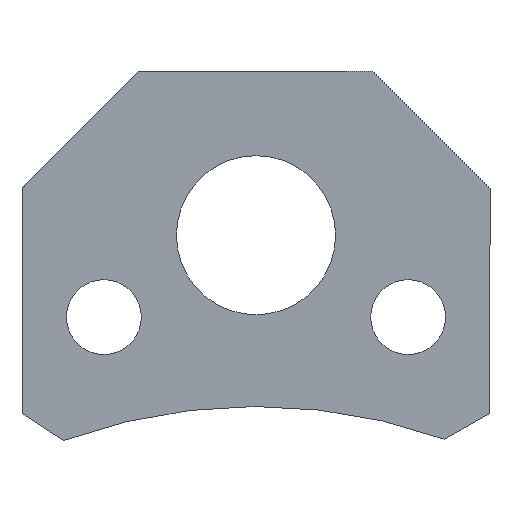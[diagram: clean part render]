
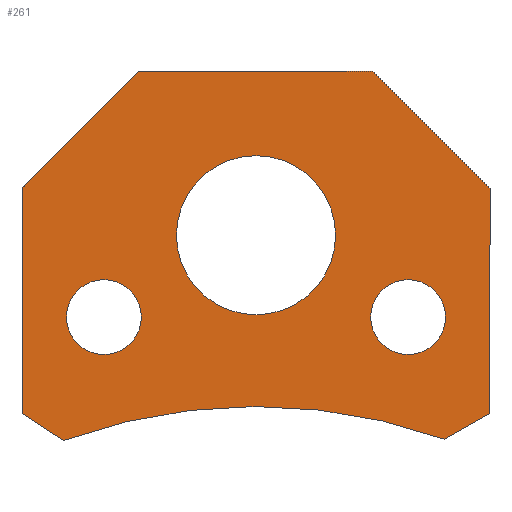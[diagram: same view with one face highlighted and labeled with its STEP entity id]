
A CAD part, front view. The second image highlights one B-rep face of the part: STEP entity #261.
In plain terms, the highlighted planar face has unit normal (0, -1, 0).
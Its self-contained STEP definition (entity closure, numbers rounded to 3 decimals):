
#4 = EDGE_CURVE ( 'NONE', #117, #315, #442, .T. ) ;
#9 = VECTOR ( 'NONE', #461, 1000. ) ;
#10 = FACE_BOUND ( 'NONE', #471, .T. ) ;
#12 = CARTESIAN_POINT ( 'NONE',  ( 0., 0., 0. ) ) ;
#13 = EDGE_LOOP ( 'NONE', ( #139, #669 ) ) ;
#18 = DIRECTION ( 'NONE',  ( 0., 0., 1. ) ) ;
#21 = CARTESIAN_POINT ( 'NONE',  ( -10., 0., 33.321 ) ) ;
#33 = CARTESIAN_POINT ( 'NONE',  ( 0., 0., 31.321 ) ) ;
#36 = EDGE_CURVE ( 'NONE', #129, #89, #309, .T. ) ;
#41 = CARTESIAN_POINT ( 'NONE',  ( 5., 0., 38.321 ) ) ;
#42 = DIRECTION ( 'NONE',  ( 0., 1., 0. ) ) ;
#47 = DIRECTION ( 'NONE',  ( 0., 1., 0. ) ) ;
#56 = CARTESIAN_POINT ( 'NONE',  ( 5., 0., 38.321 ) ) ;
#57 = EDGE_CURVE ( 'NONE', #416, #304, #142, .T. ) ;
#61 = EDGE_LOOP ( 'NONE', ( #458, #494, #553, #618, #235, #69, #491, #232 ) ) ;
#64 = CARTESIAN_POINT ( 'NONE',  ( -5., 0., 38.321 ) ) ;
#66 = EDGE_CURVE ( 'NONE', #89, #574, #609, .T. ) ;
#67 = FACE_BOUND ( 'NONE', #392, .T. ) ;
#69 = ORIENTED_EDGE ( 'NONE', *, *, #4, .F. ) ;
#76 = DIRECTION ( 'NONE',  ( 0.707, 0., 0.707 ) ) ;
#81 = VECTOR ( 'NONE', #76, 1000. ) ;
#85 = VERTEX_POINT ( 'NONE', #314 ) ;
#89 = VERTEX_POINT ( 'NONE', #661 ) ;
#91 = DIRECTION ( 'NONE',  ( 0., 1., 0. ) ) ;
#93 = CARTESIAN_POINT ( 'NONE',  ( 0., 0., 27.921 ) ) ;
#95 = VERTEX_POINT ( 'NONE', #191 ) ;
#98 = DIRECTION ( 'NONE',  ( 0.707, 0., -0.707 ) ) ;
#101 = CIRCLE ( 'NONE', #650, 3.4 ) ;
#105 = CARTESIAN_POINT ( 'NONE',  ( 10., 0., 33.321 ) ) ;
#107 = DIRECTION ( 'NONE',  ( 0., 1., 0. ) ) ;
#111 = VERTEX_POINT ( 'NONE', #680 ) ;
#114 = ORIENTED_EDGE ( 'NONE', *, *, #552, .T. ) ;
#117 = VERTEX_POINT ( 'NONE', #149 ) ;
#119 = LINE ( 'NONE', #194, #567 ) ;
#129 = VERTEX_POINT ( 'NONE', #277 ) ;
#131 = VECTOR ( 'NONE', #18, 1000. ) ;
#139 = ORIENTED_EDGE ( 'NONE', *, *, #532, .T. ) ;
#142 = CIRCLE ( 'NONE', #565, 1.6 ) ;
#146 = EDGE_CURVE ( 'NONE', #450, #111, #632, .T. ) ;
#149 = CARTESIAN_POINT ( 'NONE',  ( -10., 0., 33.321 ) ) ;
#182 = EDGE_CURVE ( 'NONE', #641, #95, #426, .T. ) ;
#189 = AXIS2_PLACEMENT_3D ( 'NONE', #630, #107, #627 ) ;
#191 = CARTESIAN_POINT ( 'NONE',  ( 10., 0., 23.699 ) ) ;
#193 = EDGE_CURVE ( 'NONE', #682, #641, #531, .T. ) ;
#194 = CARTESIAN_POINT ( 'NONE',  ( 8.076, 0., 22.6 ) ) ;
#198 = CARTESIAN_POINT ( 'NONE',  ( -10., 0., 23.699 ) ) ;
#200 = CARTESIAN_POINT ( 'NONE',  ( 6.5, 0., 26.221 ) ) ;
#217 = EDGE_CURVE ( 'NONE', #111, #450, #396, .T. ) ;
#221 = CARTESIAN_POINT ( 'NONE',  ( 10., 0., 33.321 ) ) ;
#225 = AXIS2_PLACEMENT_3D ( 'NONE', #371, #42, #268 ) ;
#228 = EDGE_CURVE ( 'NONE', #671, #85, #344, .T. ) ;
#231 = DIRECTION ( 'NONE',  ( 0., 1., 0. ) ) ;
#232 = ORIENTED_EDGE ( 'NONE', *, *, #66, .F. ) ;
#235 = ORIENTED_EDGE ( 'NONE', *, *, #473, .F. ) ;
#254 = DIRECTION ( 'NONE',  ( 0., 1., 0. ) ) ;
#261 = ADVANCED_FACE ( 'NONE', ( #10, #67, #493, #332 ), #653, .F. ) ;
#268 = DIRECTION ( 'NONE',  ( 0., 0., 1. ) ) ;
#271 = DIRECTION ( 'NONE',  ( 0., 0., -1. ) ) ;
#276 = CARTESIAN_POINT ( 'NONE',  ( -10., 0., 23.699 ) ) ;
#277 = CARTESIAN_POINT ( 'NONE',  ( 8.076, 0., 22.6 ) ) ;
#283 = VECTOR ( 'NONE', #451, 1000. ) ;
#297 = CARTESIAN_POINT ( 'NONE',  ( -5., 0., 38.321 ) ) ;
#304 = VERTEX_POINT ( 'NONE', #379 ) ;
#309 = CIRCLE ( 'NONE', #329, 24. ) ;
#310 = DIRECTION ( 'NONE',  ( 0., 0., 1. ) ) ;
#314 = CARTESIAN_POINT ( 'NONE',  ( 0., 0., 34.721 ) ) ;
#315 = VERTEX_POINT ( 'NONE', #64 ) ;
#318 = VECTOR ( 'NONE', #271, 1000. ) ;
#320 = DIRECTION ( 'NONE',  ( 0., 1., 0. ) ) ;
#329 = AXIS2_PLACEMENT_3D ( 'NONE', #411, #515, #614 ) ;
#332 = FACE_OUTER_BOUND ( 'NONE', #61, .T. ) ;
#344 = CIRCLE ( 'NONE', #225, 3.4 ) ;
#345 = LINE ( 'NONE', #297, #283 ) ;
#357 = DIRECTION ( 'NONE',  ( 0., 0., 1. ) ) ;
#363 = EDGE_CURVE ( 'NONE', #574, #117, #594, .T. ) ;
#371 = CARTESIAN_POINT ( 'NONE',  ( 0., 0., 31.321 ) ) ;
#374 = AXIS2_PLACEMENT_3D ( 'NONE', #12, #231, #436 ) ;
#379 = CARTESIAN_POINT ( 'NONE',  ( -6.5, 0., 29.421 ) ) ;
#392 = EDGE_LOOP ( 'NONE', ( #601, #646 ) ) ;
#395 = EDGE_CURVE ( 'NONE', #95, #129, #119, .T. ) ;
#396 = CIRCLE ( 'NONE', #189, 1.6 ) ;
#399 = CARTESIAN_POINT ( 'NONE',  ( -6.5, 0., 27.821 ) ) ;
#401 = CARTESIAN_POINT ( 'NONE',  ( -6.5, 0., 26.221 ) ) ;
#409 = DIRECTION ( 'NONE',  ( -0.869, 0., -0.496 ) ) ;
#411 = CARTESIAN_POINT ( 'NONE',  ( 0., 0., 0. ) ) ;
#416 = VERTEX_POINT ( 'NONE', #401 ) ;
#426 = LINE ( 'NONE', #221, #318 ) ;
#436 = DIRECTION ( 'NONE',  ( 0., 0., 1. ) ) ;
#442 = LINE ( 'NONE', #21, #81 ) ;
#450 = VERTEX_POINT ( 'NONE', #200 ) ;
#451 = DIRECTION ( 'NONE',  ( 1., 0., 0. ) ) ;
#455 = CIRCLE ( 'NONE', #468, 1.6 ) ;
#458 = ORIENTED_EDGE ( 'NONE', *, *, #36, .F. ) ;
#460 = DIRECTION ( 'NONE',  ( 0., 0., 1. ) ) ;
#461 = DIRECTION ( 'NONE',  ( -0.837, 0., 0.548 ) ) ;
#468 = AXIS2_PLACEMENT_3D ( 'NONE', #626, #320, #357 ) ;
#471 = EDGE_LOOP ( 'NONE', ( #114, #475 ) ) ;
#473 = EDGE_CURVE ( 'NONE', #315, #682, #345, .T. ) ;
#475 = ORIENTED_EDGE ( 'NONE', *, *, #57, .T. ) ;
#482 = DIRECTION ( 'NONE',  ( 0., 0., 1. ) ) ;
#491 = ORIENTED_EDGE ( 'NONE', *, *, #363, .F. ) ;
#493 = FACE_BOUND ( 'NONE', #13, .T. ) ;
#494 = ORIENTED_EDGE ( 'NONE', *, *, #395, .F. ) ;
#515 = DIRECTION ( 'NONE',  ( 0., -1., 0. ) ) ;
#521 = CARTESIAN_POINT ( 'NONE',  ( 6.5, 0., 27.821 ) ) ;
#531 = LINE ( 'NONE', #56, #534 ) ;
#532 = EDGE_CURVE ( 'NONE', #85, #671, #101, .T. ) ;
#534 = VECTOR ( 'NONE', #98, 1000. ) ;
#545 = CARTESIAN_POINT ( 'NONE',  ( -10., 0., 23.699 ) ) ;
#552 = EDGE_CURVE ( 'NONE', #304, #416, #455, .T. ) ;
#553 = ORIENTED_EDGE ( 'NONE', *, *, #182, .F. ) ;
#565 = AXIS2_PLACEMENT_3D ( 'NONE', #399, #91, #310 ) ;
#567 = VECTOR ( 'NONE', #409, 1000. ) ;
#574 = VERTEX_POINT ( 'NONE', #276 ) ;
#587 = AXIS2_PLACEMENT_3D ( 'NONE', #521, #47, #482 ) ;
#594 = LINE ( 'NONE', #545, #131 ) ;
#601 = ORIENTED_EDGE ( 'NONE', *, *, #217, .T. ) ;
#609 = LINE ( 'NONE', #198, #9 ) ;
#614 = DIRECTION ( 'NONE',  ( 0., 0., 1. ) ) ;
#618 = ORIENTED_EDGE ( 'NONE', *, *, #193, .F. ) ;
#626 = CARTESIAN_POINT ( 'NONE',  ( -6.5, 0., 27.821 ) ) ;
#627 = DIRECTION ( 'NONE',  ( 0., 0., 1. ) ) ;
#630 = CARTESIAN_POINT ( 'NONE',  ( 6.5, 0., 27.821 ) ) ;
#632 = CIRCLE ( 'NONE', #587, 1.6 ) ;
#641 = VERTEX_POINT ( 'NONE', #105 ) ;
#646 = ORIENTED_EDGE ( 'NONE', *, *, #146, .T. ) ;
#650 = AXIS2_PLACEMENT_3D ( 'NONE', #33, #254, #460 ) ;
#653 = PLANE ( 'NONE',  #374 ) ;
#661 = CARTESIAN_POINT ( 'NONE',  ( -8.236, 0., 22.543 ) ) ;
#669 = ORIENTED_EDGE ( 'NONE', *, *, #228, .T. ) ;
#671 = VERTEX_POINT ( 'NONE', #93 ) ;
#680 = CARTESIAN_POINT ( 'NONE',  ( 6.5, 0., 29.421 ) ) ;
#682 = VERTEX_POINT ( 'NONE', #41 ) ;
